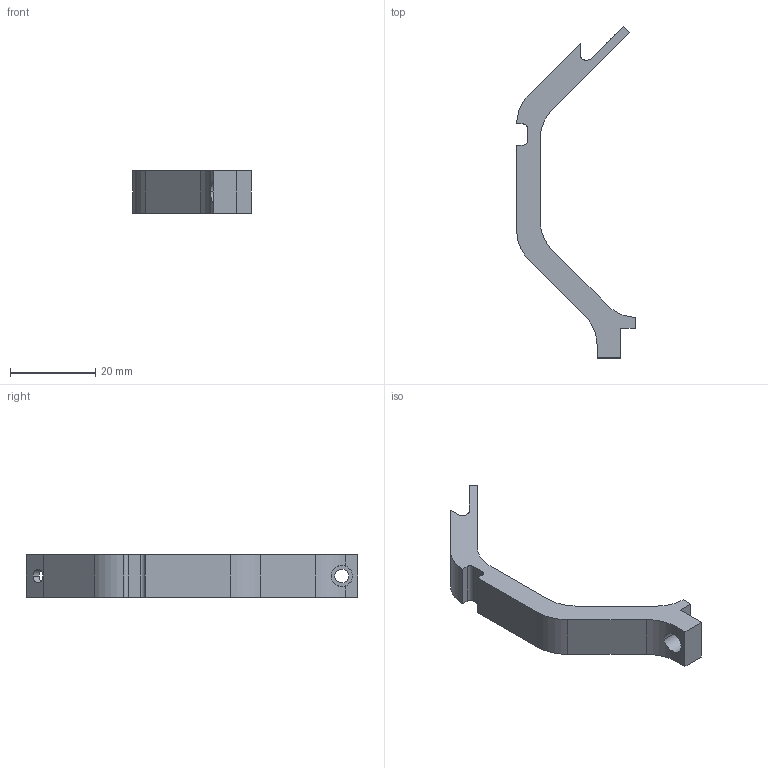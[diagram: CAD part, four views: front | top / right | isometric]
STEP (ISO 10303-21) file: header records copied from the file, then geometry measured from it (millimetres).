
FILE_DESCRIPTION (( 'STEP AP214' ), '1' );
FILE_NAME ('Braccioy.STEP', '2019-09-06T08:35:24', ( '' ), ( '' ), 'SwSTEP 2.0', 'SolidWorks 2019', '' );
FILE_SCHEMA (( 'AUTOMOTIVE_DESIGN' ));
Length unit declared in the file: millimetre
Products named in the file (1): Braccioy
Bounding box: 27.88 x 78 x 10 mm (x, y, z)
Volume: 4920.3 mm3; surface area: 3213.5 mm2
Topology: 1 solids, 1 shells, 37 faces, 105 edges, 70 vertices
Faces by surface type: plane 21, cylinder 16
Entity records: 1283 total; most frequent: CARTESIAN_POINT 247, DIRECTION 211, ORIENTED_EDGE 210, EDGE_CURVE 105, LINE 71, VECTOR 71, VERTEX_POINT 70, AXIS2_PLACEMENT_3D 70
